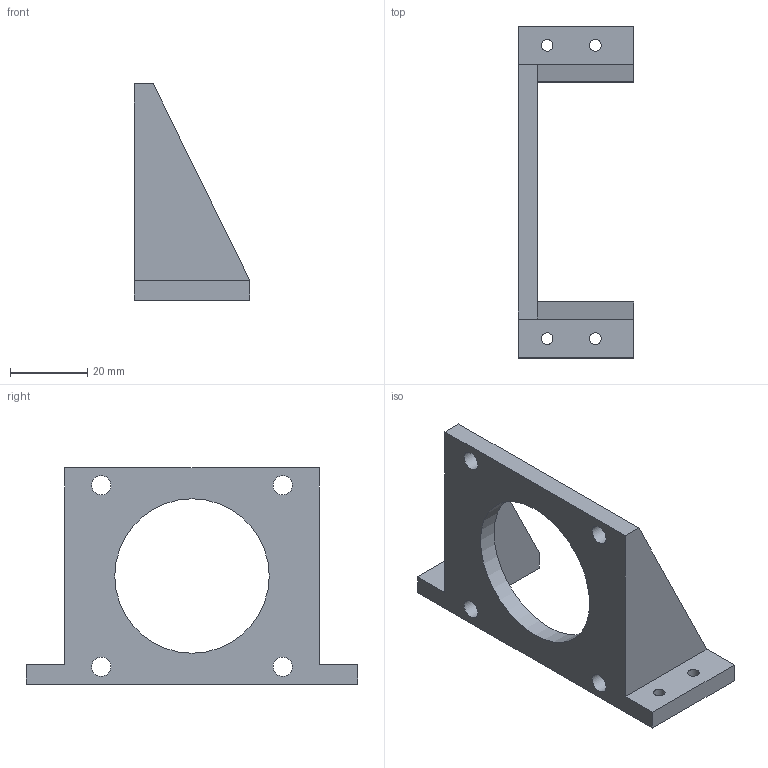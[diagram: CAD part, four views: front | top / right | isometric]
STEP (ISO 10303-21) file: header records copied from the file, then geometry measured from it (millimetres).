
FILE_DESCRIPTION(('FreeCAD Model'),'2;1');
FILE_NAME('Open CASCADE Shape Model','2024-08-13T09:01:32',('Author'),( ''),'Open CASCADE STEP processor 7.6','FreeCAD','Unknown');
FILE_SCHEMA(('AUTOMOTIVE_DESIGN { 1 0 10303 214 1 1 1 1 }'));
Length unit declared in the file: millimetre
Products named in the file (1): 8_Robot_Link1_LeftLockMotor_1_unit
Bounding box: 30 x 86 x 56 mm (x, y, z)
Volume: 21525.2 mm3; surface area: 11743.3 mm2
Topology: 1 solids, 1 shells, 25 faces, 65 edges, 42 vertices
Faces by surface type: plane 16, cylinder 9
Full cylindrical faces by diameter (mm): 3 x4, 5 x4, 40 x1
Entity records: 823 total; most frequent: DIRECTION 135, CARTESIAN_POINT 133, ORIENTED_EDGE 130, EDGE_CURVE 65, LINE 47, VECTOR 47, AXIS2_PLACEMENT_3D 44, FACE_BOUND 43
